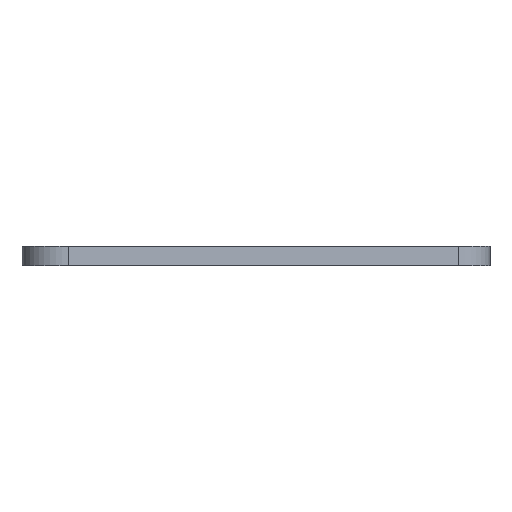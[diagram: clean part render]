
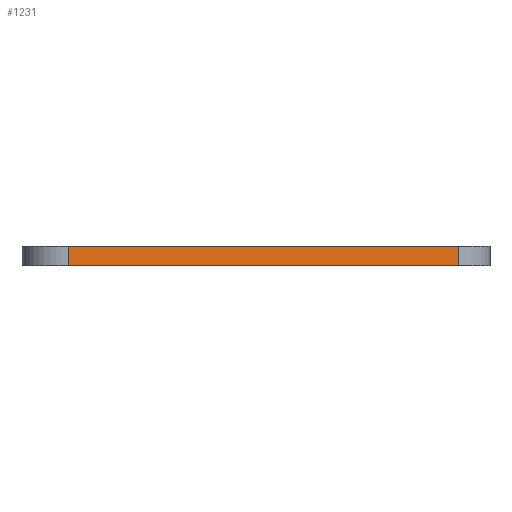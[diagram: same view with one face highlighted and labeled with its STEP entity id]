
A CAD part, left-side view. The second image highlights one B-rep face of the part: STEP entity #1231.
In plain terms, the highlighted planar face has unit normal (-0.982, -0.188, 0).
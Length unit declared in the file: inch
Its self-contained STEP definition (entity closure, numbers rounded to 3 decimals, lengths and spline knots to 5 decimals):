
#28 = VERTEX_POINT ( 'NONE', #174 ) ;
#56 = EDGE_CURVE ( 'NONE', #1159, #1626, #1249, .T. ) ;
#73 = CARTESIAN_POINT ( 'NONE',  ( -2.34077, -0.79898, -0.125 ) ) ;
#92 = DIRECTION ( 'NONE',  ( 0., 0., 1. ) ) ;
#102 = ORIENTED_EDGE ( 'NONE', *, *, #1157, .T. ) ;
#148 = DIRECTION ( 'NONE',  ( 0., 0., -1. ) ) ;
#174 = CARTESIAN_POINT ( 'NONE',  ( -2.81834, 1.70313, 0. ) ) ;
#191 = VECTOR ( 'NONE', #1342, 39.37008 ) ;
#227 = VERTEX_POINT ( 'NONE', #1216 ) ;
#374 = DIRECTION ( 'NONE',  ( -0.982, -0.187, 0. ) ) ;
#388 = PLANE ( 'NONE',  #1519 ) ;
#440 = LINE ( 'NONE', #844, #642 ) ;
#506 = VECTOR ( 'NONE', #148, 39.37008 ) ;
#522 = CARTESIAN_POINT ( 'NONE',  ( -2.81834, 1.70313, -0.125 ) ) ;
#642 = VECTOR ( 'NONE', #694, 39.37008 ) ;
#694 = DIRECTION ( 'NONE',  ( 0.187, -0.982, 0. ) ) ;
#783 = DIRECTION ( 'NONE',  ( 0.187, -0.982, 0. ) ) ;
#786 = ORIENTED_EDGE ( 'NONE', *, *, #1375, .F. ) ;
#844 = CARTESIAN_POINT ( 'NONE',  ( -2.875, 2., 0. ) ) ;
#856 = LINE ( 'NONE', #1220, #191 ) ;
#1099 = CARTESIAN_POINT ( 'NONE',  ( -2.34077, -0.79898, -0.125 ) ) ;
#1157 = EDGE_CURVE ( 'NONE', #227, #1159, #856, .T. ) ;
#1159 = VERTEX_POINT ( 'NONE', #1099 ) ;
#1160 = FACE_OUTER_BOUND ( 'NONE', #1530, .T. ) ;
#1216 = CARTESIAN_POINT ( 'NONE',  ( -2.81834, 1.70313, -0.125 ) ) ;
#1220 = CARTESIAN_POINT ( 'NONE',  ( -2.875, 2., -0.125 ) ) ;
#1231 = ADVANCED_FACE ( 'NONE', ( #1160 ), #388, .T. ) ;
#1249 = LINE ( 'NONE', #73, #1638 ) ;
#1342 = DIRECTION ( 'NONE',  ( 0.187, -0.982, 0. ) ) ;
#1375 = EDGE_CURVE ( 'NONE', #28, #1626, #440, .T. ) ;
#1445 = LINE ( 'NONE', #522, #506 ) ;
#1504 = CARTESIAN_POINT ( 'NONE',  ( -2.34077, -0.79898, 0. ) ) ;
#1516 = EDGE_CURVE ( 'NONE', #28, #227, #1445, .T. ) ;
#1519 = AXIS2_PLACEMENT_3D ( 'NONE', #1699, #374, #783 ) ;
#1530 = EDGE_LOOP ( 'NONE', ( #102, #1596, #786, #1624 ) ) ;
#1596 = ORIENTED_EDGE ( 'NONE', *, *, #56, .T. ) ;
#1624 = ORIENTED_EDGE ( 'NONE', *, *, #1516, .T. ) ;
#1626 = VERTEX_POINT ( 'NONE', #1504 ) ;
#1638 = VECTOR ( 'NONE', #92, 39.37008 ) ;
#1699 = CARTESIAN_POINT ( 'NONE',  ( -2.875, 2., -0.125 ) ) ;
